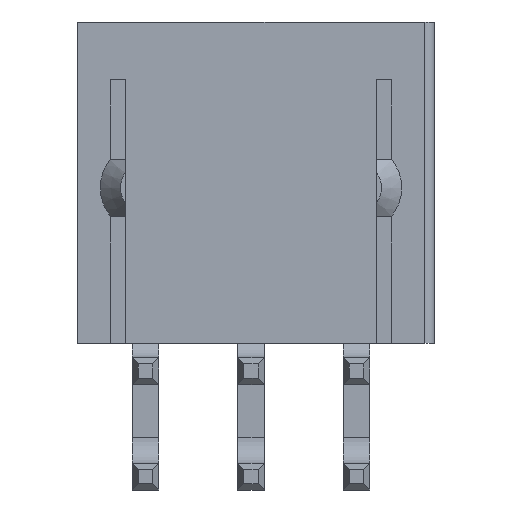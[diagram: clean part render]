
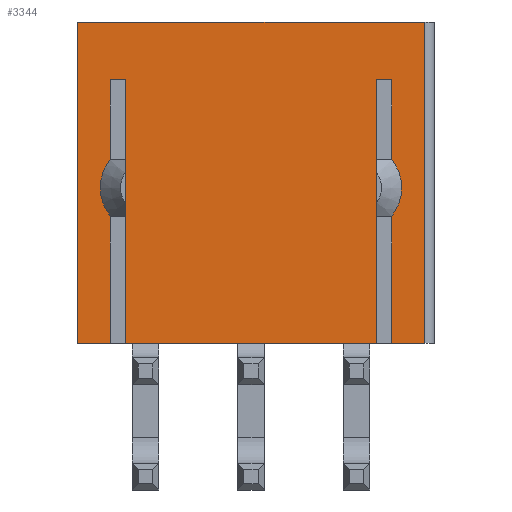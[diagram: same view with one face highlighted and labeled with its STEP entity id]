
A CAD part, front view. The second image highlights one B-rep face of the part: STEP entity #3344.
In plain terms, the highlighted planar face has unit normal (0, -1, 0).
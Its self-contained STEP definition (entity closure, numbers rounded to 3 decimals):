
#18=DIRECTION('',(1.,0.,0.));
#19=VECTOR('',#18,13.8);
#20=CARTESIAN_POINT('',(-6.9,-4.8,0.));
#21=LINE('',#20,#19);
#214=DIRECTION('',(0.,0.,1.));
#215=VECTOR('',#214,10.5);
#216=CARTESIAN_POINT('',(5.6,-4.8,-12.8));
#217=LINE('',#216,#215);
#218=DIRECTION('',(-1.,0.,0.));
#219=VECTOR('',#218,0.6);
#220=CARTESIAN_POINT('',(5.6,-4.8,-2.3));
#221=LINE('',#220,#219);
#222=DIRECTION('',(-1.,0.,0.));
#223=VECTOR('',#222,0.6);
#224=CARTESIAN_POINT('',(-5.,-4.8,-2.3));
#225=LINE('',#224,#223);
#226=DIRECTION('',(0.,0.,-1.));
#227=VECTOR('',#226,10.5);
#228=CARTESIAN_POINT('',(-5.6,-4.8,-2.3));
#229=LINE('',#228,#227);
#230=DIRECTION('',(0.,0.,-1.));
#231=VECTOR('',#230,12.8);
#232=CARTESIAN_POINT('',(-6.9,-4.8,0.));
#233=LINE('',#232,#231);
#379=DIRECTION('',(1.,0.,0.));
#380=VECTOR('',#379,1.3);
#381=CARTESIAN_POINT('',(-6.9,-4.8,-12.8));
#382=LINE('',#381,#380);
#387=DIRECTION('',(1.,0.,0.));
#388=VECTOR('',#387,10.);
#389=CARTESIAN_POINT('',(-5.,-4.8,-12.8));
#390=LINE('',#389,#388);
#395=DIRECTION('',(1.,0.,0.));
#396=VECTOR('',#395,1.3);
#397=CARTESIAN_POINT('',(5.6,-4.8,-12.8));
#398=LINE('',#397,#396);
#2094=DIRECTION('',(0.,0.,-1.));
#2095=VECTOR('',#2094,12.8);
#2096=CARTESIAN_POINT('',(6.9,-4.8,0.));
#2097=LINE('',#2096,#2095);
#2131=DIRECTION('',(0.,0.,-1.));
#2132=VECTOR('',#2131,10.5);
#2133=CARTESIAN_POINT('',(-5.,-4.8,-2.3));
#2134=LINE('',#2133,#2132);
#2218=DIRECTION('',(0.,0.,1.));
#2219=VECTOR('',#2218,10.5);
#2220=CARTESIAN_POINT('',(5.,-4.8,-12.8));
#2221=LINE('',#2220,#2219);
#2400=CARTESIAN_POINT('',(-6.9,-4.8,0.));
#2402=VERTEX_POINT('',#2400);
#2403=CARTESIAN_POINT('',(6.9,-4.8,0.));
#2404=VERTEX_POINT('',#2403);
#2406=CARTESIAN_POINT('',(-6.9,-4.8,-12.8));
#2408=VERTEX_POINT('',#2406);
#2411=CARTESIAN_POINT('',(6.9,-4.8,-12.8));
#2412=VERTEX_POINT('',#2411);
#2643=CARTESIAN_POINT('',(5.6,-4.8,-12.8));
#2644=CARTESIAN_POINT('',(5.6,-4.8,-2.3));
#2645=VERTEX_POINT('',#2643);
#2646=VERTEX_POINT('',#2644);
#2647=CARTESIAN_POINT('',(5.,-4.8,-2.3));
#2648=VERTEX_POINT('',#2647);
#2649=CARTESIAN_POINT('',(-5.,-4.8,-2.3));
#2650=CARTESIAN_POINT('',(-5.6,-4.8,-2.3));
#2651=VERTEX_POINT('',#2649);
#2652=VERTEX_POINT('',#2650);
#2653=CARTESIAN_POINT('',(-5.6,-4.8,-12.8));
#2654=VERTEX_POINT('',#2653);
#2675=CARTESIAN_POINT('',(-5.,-4.8,-12.8));
#2676=CARTESIAN_POINT('',(5.,-4.8,-12.8));
#2677=VERTEX_POINT('',#2675);
#2678=VERTEX_POINT('',#2676);
#3315=CARTESIAN_POINT('',(-6.9,-4.8,0.));
#3316=DIRECTION('',(0.,-1.,0.));
#3317=DIRECTION('',(1.,0.,0.));
#3318=AXIS2_PLACEMENT_3D('',#3315,#3316,#3317);
#3319=PLANE('',#3318);
#3321=ORIENTED_EDGE('',*,*,#3320,.T.);
#3323=ORIENTED_EDGE('',*,*,#3322,.T.);
#3325=ORIENTED_EDGE('',*,*,#3324,.F.);
#3327=ORIENTED_EDGE('',*,*,#3326,.F.);
#3329=ORIENTED_EDGE('',*,*,#3328,.F.);
#3331=ORIENTED_EDGE('',*,*,#3330,.T.);
#3333=ORIENTED_EDGE('',*,*,#3332,.T.);
#3335=ORIENTED_EDGE('',*,*,#3334,.F.);
#3336=ORIENTED_EDGE('',*,*,#3307,.F.);
#3337=ORIENTED_EDGE('',*,*,#3124,.T.);
#3339=ORIENTED_EDGE('',*,*,#3338,.T.);
#3341=ORIENTED_EDGE('',*,*,#3340,.F.);
#3342=EDGE_LOOP('',(#3321,#3323,#3325,#3327,#3329,#3331,#3333,#3335,#3336,#3337,
#3339,#3341));
#3343=FACE_OUTER_BOUND('',#3342,.F.);
#3344=ADVANCED_FACE('',(#3343),#3319,.T.);
#3124=EDGE_CURVE('',#2402,#2404,#21,.T.);
#3307=EDGE_CURVE('',#2402,#2408,#233,.T.);
#3320=EDGE_CURVE('',#2645,#2646,#217,.T.);
#3322=EDGE_CURVE('',#2646,#2648,#221,.T.);
#3324=EDGE_CURVE('',#2678,#2648,#2221,.T.);
#3326=EDGE_CURVE('',#2677,#2678,#390,.T.);
#3328=EDGE_CURVE('',#2651,#2677,#2134,.T.);
#3330=EDGE_CURVE('',#2651,#2652,#225,.T.);
#3332=EDGE_CURVE('',#2652,#2654,#229,.T.);
#3334=EDGE_CURVE('',#2408,#2654,#382,.T.);
#3338=EDGE_CURVE('',#2404,#2412,#2097,.T.);
#3340=EDGE_CURVE('',#2645,#2412,#398,.T.);
